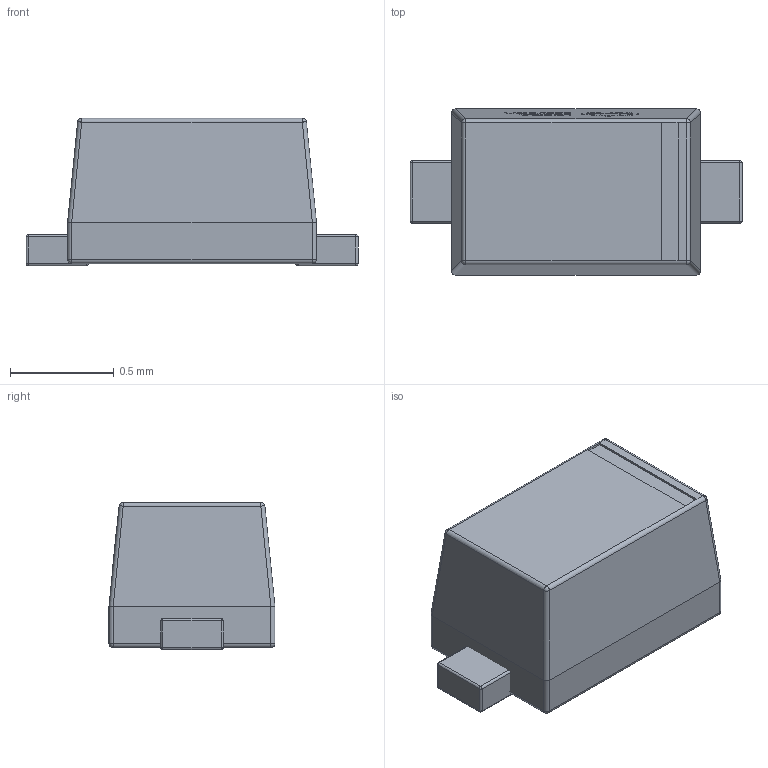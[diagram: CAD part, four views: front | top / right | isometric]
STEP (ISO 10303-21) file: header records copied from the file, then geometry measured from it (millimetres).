
FILE_DESCRIPTION(/* description */ ('','CAx-IF Rec.Pracs.---Representation and Presentation of Product Manufacturing Information (PMI)---4.0---2014-10-13'),/* implementation_level */ '2;1');
FILE_NAME(/* name */ '13lB-D20-SOD-523_L1.2-W0.8-LS1.6-FD.step',/* time_stamp */ '2025-03-21T14:13:46+08:00',/* author */ (''),/* organization */ (''),/* preprocessor_version */ 'ST-DEVELOPER v20',/* originating_system */ 'Autodesk Translation Framework v13.20.0.188',/* authorisation */ '');
FILE_SCHEMA (('AP242_MANAGED_MODEL_BASED_3D_ENGINEERING_MIM_LF { 1 0 10303 442 1 1 4 }'));
Length unit declared in the file: millimetre
Products named in the file (2): 13lB-D20-SOD-523_L1.2-W0.8-LS1.6-FD; COMPOUND
Assembly tree (1 placements, depth 2):
  13lB-D20-SOD-523_L1.2-W0.8-LS1.6-FD
    COMPOUND
Bounding box: 1.6 x 0.8 x 0.71 mm (x, y, z)
Volume: 0.6 mm3; surface area: 5.1 mm2
Topology: 3 solids, 3 shells, 312 faces, 807 edges, 498 vertices
Faces by surface type: plane 150, bspline 98, cylinder 40, sphere 24
Entity records: 10328 total; most frequent: CARTESIAN_POINT 2858, ORIENTED_EDGE 1570, DIRECTION 1263, EDGE_CURVE 785, LINE 513, VECTOR 513, VERTEX_POINT 498, AXIS2_PLACEMENT_3D 375
